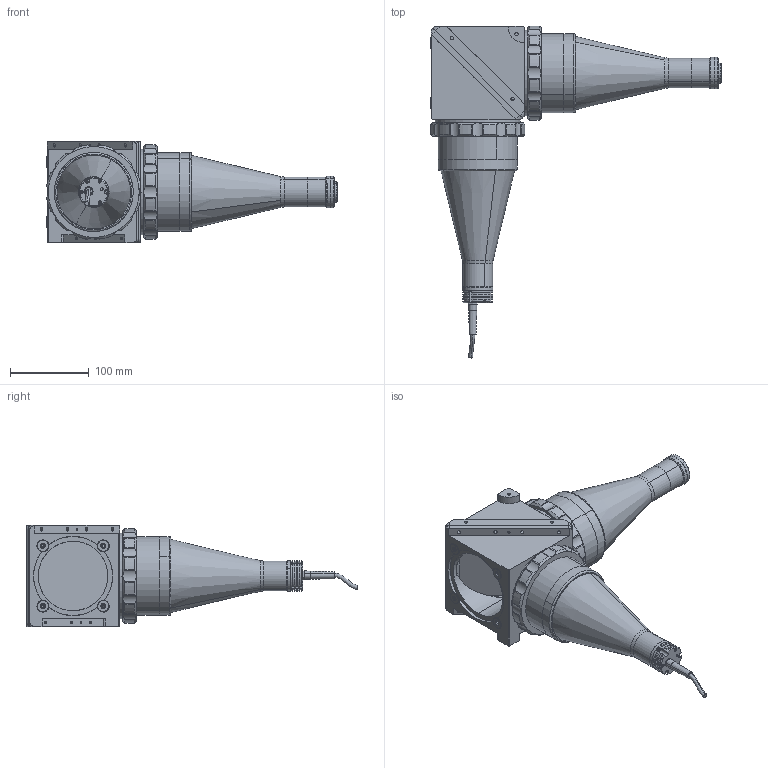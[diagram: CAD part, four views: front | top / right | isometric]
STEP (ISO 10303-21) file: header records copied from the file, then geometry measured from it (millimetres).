
FILE_DESCRIPTION (( 'STEP AP214' ), '1' );
FILE_NAME ('TCCXQ014.STEP', '2014-07-13T15:36:00', ( '' ), ( '' ), 'SwSTEP 2.0', 'SolidWorks 2013', '' );
FILE_SCHEMA (( 'AUTOMOTIVE_DESIGN' ));
Length unit declared in the file: millimetre
Products named in the file (1): TCCXQ014
Bounding box: 367.77 x 420.2 x 128 mm (x, y, z)
Surface area: 268760.9 mm2 (no closed solid volume)
Topology: 0 solids, 39 shells, 533 faces, 1612 edges, 1109 vertices
Faces by surface type: cylinder 305, plane 110, cone 103, bspline 15
Entity records: 30068 total; most frequent: CARTESIAN_POINT 9898, DIRECTION 2977, ORIENTED_EDGE 2821, EDGE_CURVE 1612, AXIS2_PLACEMENT_3D 1174, VERTEX_POINT 1109, CIRCLE 655, EDGE_LOOP 642
